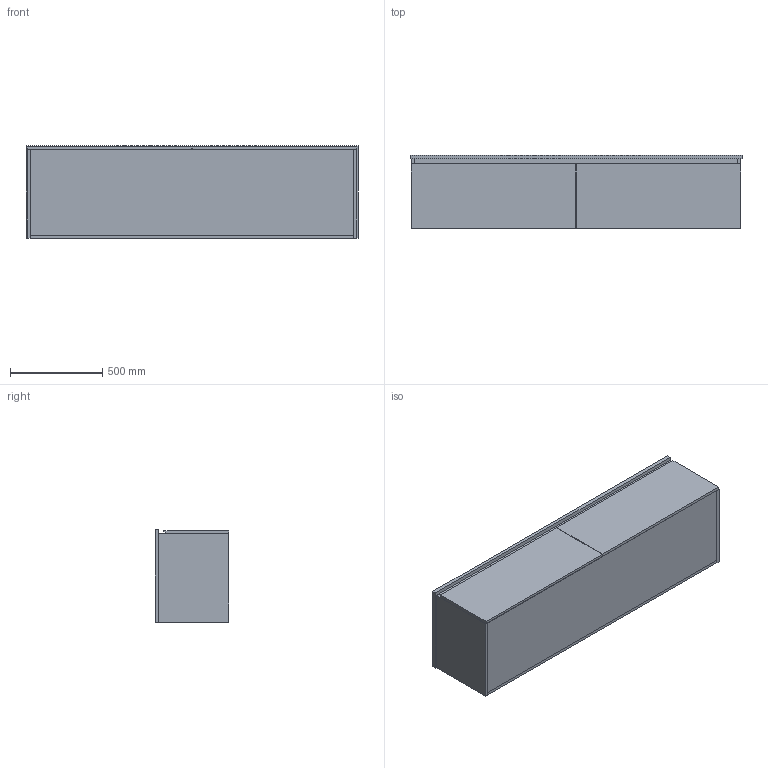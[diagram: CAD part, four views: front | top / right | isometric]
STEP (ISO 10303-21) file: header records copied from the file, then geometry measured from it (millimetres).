
FILE_DESCRIPTION (( 'STEP AP214' ), '1' );
FILE_NAME ('AD Slim Benchtop 1800 ASSEM.STEP', '2019-03-08T00:26:15', ( '' ), ( '' ), 'SwSTEP 2.0', 'SolidWorks 2015', '' );
FILE_SCHEMA (( 'AUTOMOTIVE_DESIGN' ));
Length unit declared in the file: millimetre
Products named in the file (7): Posh Solus Under Counter Basin ASSEM.SLDPRT; CERAMIC OVERFLOW COVER; Posh Solus Under Counter Basin; AD Slim Benchtop 1800; AD Slim Benchtop 1800 ASSEM; 1800 undercounter top ASSEM; 1800 undercounter top
Assembly tree (6 placements, depth 4):
  AD Slim Benchtop 1800 ASSEM
    AD Slim Benchtop 1800
    1800 undercounter top ASSEM
      1800 undercounter top
      Posh Solus Under Counter Basin ASSEM.SLDPRT
        Posh Solus Under Counter Basin
        CERAMIC OVERFLOW COVER
Bounding box: 1800 x 400 x 500 mm (x, y, z)
Volume: 61188726.9 mm3; surface area: 7818520.4 mm2
Topology: 10 solids, 10 shells, 123 faces, 271 edges, 171 vertices
Faces by surface type: plane 90, cylinder 18, sphere 6, torus 6, bspline 3
Entity records: 3921 total; most frequent: CARTESIAN_POINT 723, DIRECTION 582, ORIENTED_EDGE 542, EDGE_CURVE 271, LINE 198, VECTOR 198, AXIS2_PLACEMENT_3D 192, VERTEX_POINT 171
